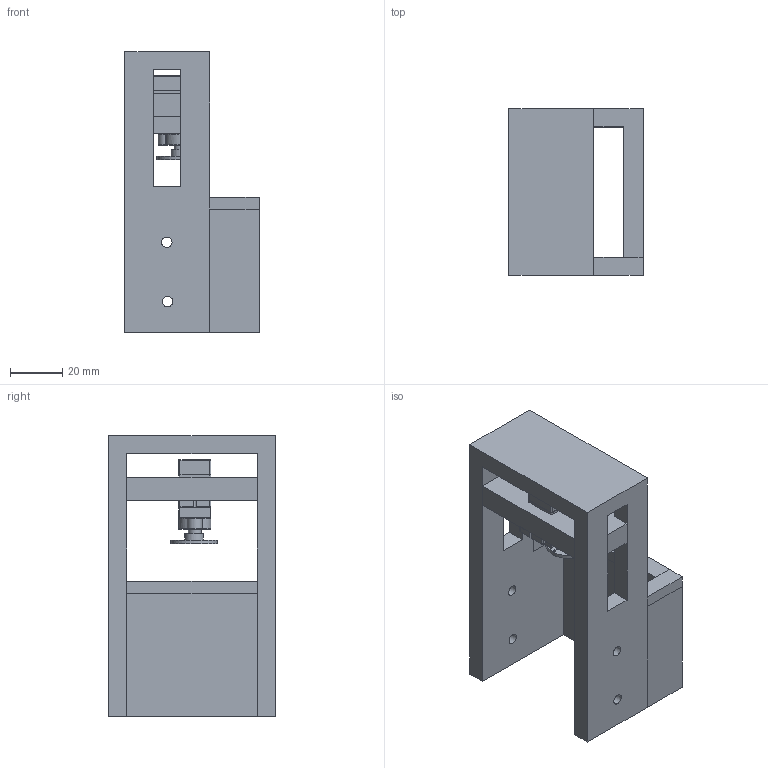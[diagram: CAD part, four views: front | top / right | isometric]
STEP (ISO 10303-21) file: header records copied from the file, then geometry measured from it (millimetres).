
FILE_DESCRIPTION(/* description */ (''),/* implementation_level */ '2;1');
FILE_NAME(/* name */ 'microservoAssembly.step',/* time_stamp */ '2023-12-19T00:59:51+01:00',/* author */ (''),/* organization */ (''),/* preprocessor_version */ 'ST-DEVELOPER v20',/* originating_system */ 'Autodesk Translation Framework v12.14.0.127',/* authorisation */ '');
FILE_SCHEMA (('AUTOMOTIVE_DESIGN { 1 0 10303 214 3 1 1 }'));
Length unit declared in the file: millimetre
Products named in the file (4): (Unsaved); microservoSG90; microservoArm_A2; Component3
Assembly tree (3 placements, depth 3):
  (Unsaved)
    microservoSG90
      microservoArm_A2
      Component3
Bounding box: 51.6 x 64 x 108 mm (x, y, z)
Volume: 108021 mm3; surface area: 38571.2 mm2
Topology: 3 solids, 5 shells, 218 faces, 550 edges, 344 vertices
Faces by surface type: plane 107, cylinder 74, bspline 18, torus 15, sphere 4
Full cylindrical faces by diameter (mm): 1 x6, 1.6 x1, 2.4 x1, 4 x4, 4.7 x1, 4.9 x2, 7 x1, 17.985 x1
Entity records: 7996 total; most frequent: CARTESIAN_POINT 2608, ORIENTED_EDGE 1092, DIRECTION 1071, EDGE_CURVE 546, AXIS2_PLACEMENT_3D 368, VERTEX_POINT 344, LINE 335, VECTOR 335
